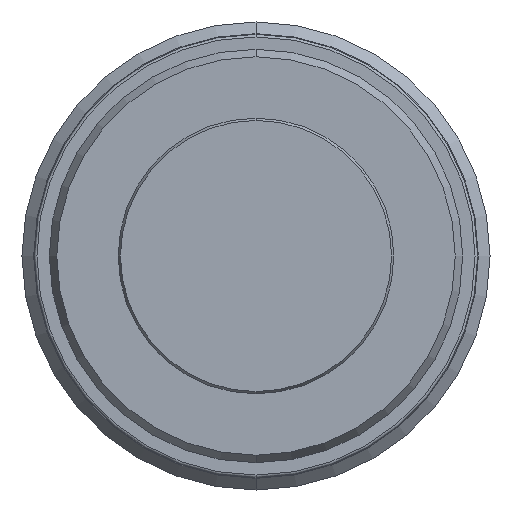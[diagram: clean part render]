
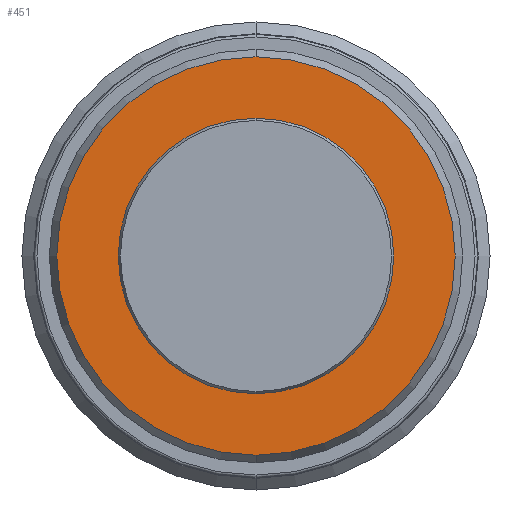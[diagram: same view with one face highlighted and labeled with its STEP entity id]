
A CAD part, front view. The second image highlights one B-rep face of the part: STEP entity #451.
In plain terms, the highlighted planar face has unit normal (0, -1, 0).
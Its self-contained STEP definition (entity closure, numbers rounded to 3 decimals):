
#247=PLANE('',#2782);
#271=FACE_BOUND('',#804,.T.);
#272=FACE_BOUND('',#805,.T.);
#451=ADVANCED_FACE('',(#271,#272),#247,.T.);
#804=EDGE_LOOP('',(#1442,#1443));
#805=EDGE_LOOP('',(#1444,#1445));
#1442=ORIENTED_EDGE('',*,*,#2130,.T.);
#1443=ORIENTED_EDGE('',*,*,#2234,.T.);
#1444=ORIENTED_EDGE('',*,*,#2132,.F.);
#1445=ORIENTED_EDGE('',*,*,#2233,.F.);
#1890=VERTEX_POINT('',#3998);
#1891=VERTEX_POINT('',#4000);
#1892=VERTEX_POINT('',#4004);
#1893=VERTEX_POINT('',#4005);
#2130=EDGE_CURVE('',#1891,#1890,#2463,.T.);
#2132=EDGE_CURVE('',#1892,#1893,#2464,.T.);
#2233=EDGE_CURVE('',#1893,#1892,#2511,.T.);
#2234=EDGE_CURVE('',#1890,#1891,#2512,.T.);
#2463=CIRCLE('',#2690,10.6);
#2464=CIRCLE('',#2692,15.323);
#2511=CIRCLE('',#2779,15.323);
#2512=CIRCLE('',#2781,10.6);
#2690=AXIS2_PLACEMENT_3D('',#3999,#3136,#3137);
#2692=AXIS2_PLACEMENT_3D('',#4003,#3141,#3142);
#2779=AXIS2_PLACEMENT_3D('',#4272,#3349,#3350);
#2781=AXIS2_PLACEMENT_3D('',#4274,#3353,#3354);
#2782=AXIS2_PLACEMENT_3D('',#4275,#3355,#3356);
#3136=DIRECTION('',(0.,1.,0.));
#3137=DIRECTION('',(0.,0.,1.));
#3141=DIRECTION('',(0.,1.,0.));
#3142=DIRECTION('',(0.,0.,1.));
#3349=DIRECTION('',(0.,1.,0.));
#3350=DIRECTION('',(0.,0.,1.));
#3353=DIRECTION('',(0.,1.,0.));
#3354=DIRECTION('',(0.,0.,1.));
#3355=DIRECTION('',(0.,-1.,0.));
#3356=DIRECTION('',(0.,0.,-1.));
#3998=CARTESIAN_POINT('',(0.,-2.2,-10.6));
#3999=CARTESIAN_POINT('',(0.,-2.2,0.));
#4000=CARTESIAN_POINT('',(0.,-2.2,10.6));
#4003=CARTESIAN_POINT('',(0.,-2.2,0.));
#4004=CARTESIAN_POINT('',(0.,-2.2,15.323));
#4005=CARTESIAN_POINT('',(0.,-2.2,-15.323));
#4272=CARTESIAN_POINT('',(0.,-2.2,0.));
#4274=CARTESIAN_POINT('',(0.,-2.2,0.));
#4275=CARTESIAN_POINT('',(10.6,-2.2,0.));
